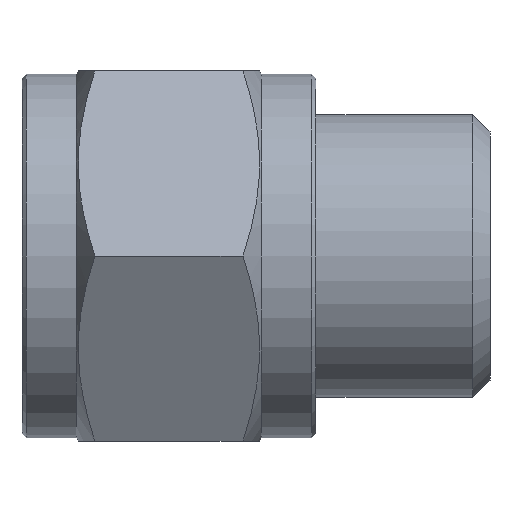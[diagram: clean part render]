
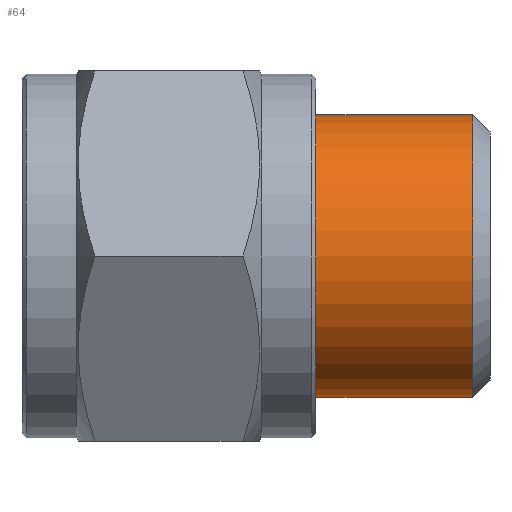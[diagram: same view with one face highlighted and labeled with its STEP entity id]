
A CAD part, left-side view. The second image highlights one B-rep face of the part: STEP entity #64.
In plain terms, the highlighted cylindrical face has radius 6.5 mm (diameter 13 mm), a partial arc.
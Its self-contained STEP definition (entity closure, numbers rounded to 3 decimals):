
#12 = ORIENTED_EDGE ( 'NONE', *, *, #31, .F. ) ;
#13 = ORIENTED_EDGE ( 'NONE', *, *, #354, .T. ) ;
#28 = VERTEX_POINT ( 'NONE', #419 ) ;
#29 = VERTEX_POINT ( 'NONE', #418 ) ;
#31 = EDGE_CURVE ( 'NONE', #29, #32, #417, .T. ) ;
#32 = VERTEX_POINT ( 'NONE', #413 ) ;
#35 = VERTEX_POINT ( 'NONE', #407 ) ;
#37 = EDGE_CURVE ( 'NONE', #28, #35, #406, .T. ) ;
#63 = EDGE_CURVE ( 'NONE', #32, #35, #504, .T. ) ;
#64 = ADVANCED_FACE ( 'NONE', ( #505 ), #499, .T. ) ;
#65 = EDGE_LOOP ( 'NONE', ( #12, #13, #341, #342 ) ) ;
#341 = ORIENTED_EDGE ( 'NONE', *, *, #37, .T. ) ;
#342 = ORIENTED_EDGE ( 'NONE', *, *, #63, .F. ) ;
#354 = EDGE_CURVE ( 'NONE', #29, #28, #1063, .T. ) ;
#403 = DIRECTION ( 'NONE',  ( 0., -1., 0. ) ) ;
#404 = VECTOR ( 'NONE', #403, 1000. ) ;
#405 = CARTESIAN_POINT ( 'NONE',  ( 0., -9.532, -6.5 ) ) ;
#406 = LINE ( 'NONE', #405, #404 ) ;
#407 = CARTESIAN_POINT ( 'NONE',  ( 0., 0.8, -6.5 ) ) ;
#413 = CARTESIAN_POINT ( 'NONE',  ( 0., 0.8, 6.5 ) ) ;
#414 = DIRECTION ( 'NONE',  ( 0., -1., 0. ) ) ;
#415 = VECTOR ( 'NONE', #414, 1000. ) ;
#416 = CARTESIAN_POINT ( 'NONE',  ( 0., -9.532, 6.5 ) ) ;
#417 = LINE ( 'NONE', #416, #415 ) ;
#418 = CARTESIAN_POINT ( 'NONE',  ( 0., 8., 6.5 ) ) ;
#419 = CARTESIAN_POINT ( 'NONE',  ( 0., 8., -6.5 ) ) ;
#495 = DIRECTION ( 'NONE',  ( 0., 0., -1. ) ) ;
#496 = DIRECTION ( 'NONE',  ( 0., -1., 0. ) ) ;
#497 = CARTESIAN_POINT ( 'NONE',  ( 0., -9.532, 0. ) ) ;
#498 = AXIS2_PLACEMENT_3D ( 'NONE', #497, #496, #495 ) ;
#499 = CYLINDRICAL_SURFACE ( 'NONE', #498, 6.5 ) ;
#500 = DIRECTION ( 'NONE',  ( 0., 0., -1. ) ) ;
#501 = DIRECTION ( 'NONE',  ( 0., -1., 0. ) ) ;
#502 = CARTESIAN_POINT ( 'NONE',  ( 0., 0.8, 0. ) ) ;
#503 = AXIS2_PLACEMENT_3D ( 'NONE', #502, #501, #500 ) ;
#504 = CIRCLE ( 'NONE', #503, 6.5 ) ;
#505 = FACE_OUTER_BOUND ( 'NONE', #65, .T. ) ;
#1059 = DIRECTION ( 'NONE',  ( 0., 0., -1. ) ) ;
#1060 = DIRECTION ( 'NONE',  ( 0., -1., 0. ) ) ;
#1061 = CARTESIAN_POINT ( 'NONE',  ( 0., 8., 0. ) ) ;
#1062 = AXIS2_PLACEMENT_3D ( 'NONE', #1061, #1060, #1059 ) ;
#1063 = CIRCLE ( 'NONE', #1062, 6.5 ) ;
